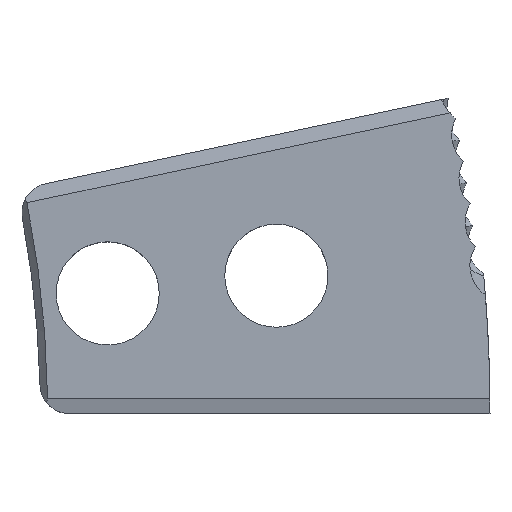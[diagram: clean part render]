
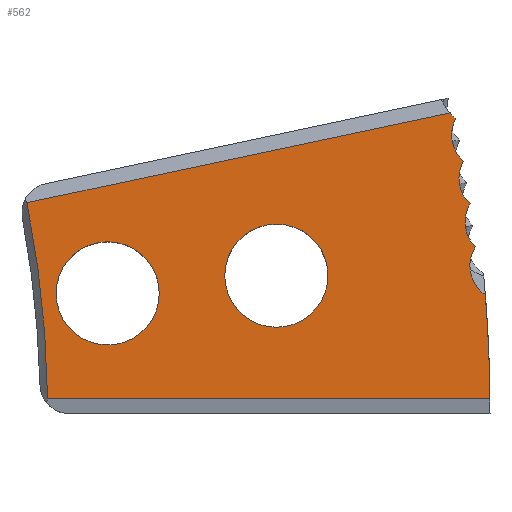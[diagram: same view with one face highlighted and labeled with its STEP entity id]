
A CAD part, top view. The second image highlights one B-rep face of the part: STEP entity #562.
In plain terms, the highlighted planar face has unit normal (0, 0, 1).
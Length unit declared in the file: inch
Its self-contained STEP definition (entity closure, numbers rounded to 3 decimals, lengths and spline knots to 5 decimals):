
#1 = CARTESIAN_POINT ( 'NONE',  ( 0., 0., 0. ) ) ;
#4 = DIRECTION ( 'NONE',  ( 0., 0., 1. ) ) ;
#22 = VERTEX_POINT ( 'NONE', #494 ) ;
#39 = CIRCLE ( 'NONE', #939, 0.14881 ) ;
#44 = ORIENTED_EDGE ( 'NONE', *, *, #1110, .F. ) ;
#45 = ORIENTED_EDGE ( 'NONE', *, *, #1067, .T. ) ;
#62 = EDGE_LOOP ( 'NONE', ( #263, #220 ) ) ;
#68 = DIRECTION ( 'NONE',  ( 1., 0., 0. ) ) ;
#73 = VECTOR ( 'NONE', #705, 39.37008 ) ;
#80 = AXIS2_PLACEMENT_3D ( 'NONE', #589, #165, #281 ) ;
#86 = CARTESIAN_POINT ( 'NONE',  ( 6.40696, 0.70674, 0. ) ) ;
#90 = CARTESIAN_POINT ( 'NONE',  ( 4.84829, 0.50958, 0. ) ) ;
#100 = CIRCLE ( 'NONE', #379, 0.14881 ) ;
#101 = LINE ( 'NONE', #427, #73 ) ;
#126 = EDGE_CURVE ( 'NONE', #367, #753, #270, .T. ) ;
#128 = DIRECTION ( 'NONE',  ( 1., 0., 0. ) ) ;
#132 = ORIENTED_EDGE ( 'NONE', *, *, #1035, .F. ) ;
#160 = EDGE_CURVE ( 'NONE', #1055, #326, #688, .T. ) ;
#165 = DIRECTION ( 'NONE',  ( 0., 0., 1. ) ) ;
#169 = CARTESIAN_POINT ( 'NONE',  ( 6.4494, 0.50314, 0. ) ) ;
#170 = AXIS2_PLACEMENT_3D ( 'NONE', #230, #628, #128 ) ;
#192 = EDGE_CURVE ( 'NONE', #222, #22, #333, .T. ) ;
#199 = AXIS2_PLACEMENT_3D ( 'NONE', #818, #920, #1115 ) ;
#202 = CARTESIAN_POINT ( 'NONE',  ( 0., 0., 0. ) ) ;
#210 = FACE_BOUND ( 'NONE', #1243, .T. ) ;
#220 = ORIENTED_EDGE ( 'NONE', *, *, #850, .F. ) ;
#221 = AXIS2_PLACEMENT_3D ( 'NONE', #715, #507, #898 ) ;
#222 = VERTEX_POINT ( 'NONE', #407 ) ;
#223 = DIRECTION ( 'NONE',  ( 1., 0., 0. ) ) ;
#230 = CARTESIAN_POINT ( 'NONE',  ( 6.48618, 0.99714, 0. ) ) ;
#236 = EDGE_CURVE ( 'NONE', #326, #1108, #100, .T. ) ;
#243 = AXIS2_PLACEMENT_3D ( 'NONE', #414, #313, #895 ) ;
#263 = ORIENTED_EDGE ( 'NONE', *, *, #192, .F. ) ;
#270 = CIRCLE ( 'NONE', #981, 4.594 ) ;
#281 = DIRECTION ( 'NONE',  ( 1., 0., 0. ) ) ;
#313 = DIRECTION ( 'NONE',  ( 0., 0., 1. ) ) ;
#319 = CARTESIAN_POINT ( 'NONE',  ( 6.3564, 1.06996, 0. ) ) ;
#326 = VERTEX_POINT ( 'NONE', #932 ) ;
#333 = CIRCLE ( 'NONE', #561, 0.21875 ) ;
#336 = ORIENTED_EDGE ( 'NONE', *, *, #453, .T. ) ;
#347 = CIRCLE ( 'NONE', #243, 0.21875 ) ;
#354 = EDGE_CURVE ( 'NONE', #1024, #441, #39, .T. ) ;
#367 = VERTEX_POINT ( 'NONE', #1163 ) ;
#379 = AXIS2_PLACEMENT_3D ( 'NONE', #1100, #1096, #817 ) ;
#391 = DIRECTION ( 'NONE',  ( 1., 0., 0. ) ) ;
#394 = CIRCLE ( 'NONE', #221, 0.14881 ) ;
#407 = CARTESIAN_POINT ( 'NONE',  ( 5.06704, 0.50958, 0. ) ) ;
#414 = CARTESIAN_POINT ( 'NONE',  ( 5.56336, 0.58473, 0. ) ) ;
#427 = CARTESIAN_POINT ( 'NONE',  ( 4.47628, 0.88757, 0. ) ) ;
#441 = VERTEX_POINT ( 'NONE', #86 ) ;
#453 = EDGE_CURVE ( 'NONE', #831, #780, #645, .T. ) ;
#482 = DIRECTION ( 'NONE',  ( 1., 0., 0. ) ) ;
#492 = CIRCLE ( 'NONE', #170, 0.14881 ) ;
#494 = CARTESIAN_POINT ( 'NONE',  ( 4.62954, 0.50958, 0. ) ) ;
#499 = CIRCLE ( 'NONE', #683, 0.21875 ) ;
#506 = VERTEX_POINT ( 'NONE', #1089 ) ;
#507 = DIRECTION ( 'NONE',  ( 0., 0., 1. ) ) ;
#519 = CARTESIAN_POINT ( 'NONE',  ( 6.29987, 1.27518, 0. ) ) ;
#524 = CARTESIAN_POINT ( 'NONE',  ( 5.34461, 0.58473, 0. ) ) ;
#549 = ORIENTED_EDGE ( 'NONE', *, *, #762, .T. ) ;
#561 = AXIS2_PLACEMENT_3D ( 'NONE', #693, #1166, #829 ) ;
#562 = ADVANCED_FACE ( 'NONE', ( #210, #711, #1112 ), #615, .T. ) ;
#589 = CARTESIAN_POINT ( 'NONE',  ( 0., 0., 0. ) ) ;
#590 = DIRECTION ( 'NONE',  ( 0., 0., -1. ) ) ;
#598 = VECTOR ( 'NONE', #391, 39.37008 ) ;
#599 = ORIENTED_EDGE ( 'NONE', *, *, #160, .F. ) ;
#615 = PLANE ( 'NONE',  #1094 ) ;
#628 = DIRECTION ( 'NONE',  ( 0., 0., 1. ) ) ;
#638 = CIRCLE ( 'NONE', #199, 0.21875 ) ;
#645 = CIRCLE ( 'NONE', #80, 6.469 ) ;
#670 = CARTESIAN_POINT ( 'NONE',  ( 0., 0.0625, 0. ) ) ;
#674 = EDGE_CURVE ( 'NONE', #1108, #1024, #492, .T. ) ;
#683 = AXIS2_PLACEMENT_3D ( 'NONE', #90, #794, #890 ) ;
#688 = CIRCLE ( 'NONE', #958, 0.14881 ) ;
#693 = CARTESIAN_POINT ( 'NONE',  ( 4.84829, 0.50958, 0. ) ) ;
#705 = DIRECTION ( 'NONE',  ( -0.978, -0.208, 0. ) ) ;
#711 = FACE_BOUND ( 'NONE', #62, .T. ) ;
#715 = CARTESIAN_POINT ( 'NONE',  ( 6.53239, 0.62666, 0. ) ) ;
#736 = ORIENTED_EDGE ( 'NONE', *, *, #354, .F. ) ;
#753 = VERTEX_POINT ( 'NONE', #1264 ) ;
#762 = EDGE_CURVE ( 'NONE', #753, #831, #1271, .T. ) ;
#765 = CARTESIAN_POINT ( 'NONE',  ( 6.38426, 0.88871, 0. ) ) ;
#780 = VERTEX_POINT ( 'NONE', #169 ) ;
#794 = DIRECTION ( 'NONE',  ( 0., 0., 1. ) ) ;
#817 = DIRECTION ( 'NONE',  ( 1., 0., 0. ) ) ;
#818 = CARTESIAN_POINT ( 'NONE',  ( 5.56336, 0.58473, 0. ) ) ;
#829 = DIRECTION ( 'NONE',  ( 1., 0., 0. ) ) ;
#831 = VERTEX_POINT ( 'NONE', #1284 ) ;
#850 = EDGE_CURVE ( 'NONE', #22, #222, #499, .T. ) ;
#854 = CARTESIAN_POINT ( 'NONE',  ( 6.51192, 0.81223, 0. ) ) ;
#883 = EDGE_CURVE ( 'NONE', #441, #780, #394, .T. ) ;
#890 = DIRECTION ( 'NONE',  ( 1., 0., 0. ) ) ;
#895 = DIRECTION ( 'NONE',  ( 1., 0., 0. ) ) ;
#898 = DIRECTION ( 'NONE',  ( 1., 0., 0. ) ) ;
#920 = DIRECTION ( 'NONE',  ( 0., 0., 1. ) ) ;
#932 = CARTESIAN_POINT ( 'NONE',  ( 6.32339, 1.25034, 0. ) ) ;
#939 = AXIS2_PLACEMENT_3D ( 'NONE', #854, #1241, #1247 ) ;
#958 = AXIS2_PLACEMENT_3D ( 'NONE', #1280, #1071, #68 ) ;
#981 = AXIS2_PLACEMENT_3D ( 'NONE', #1, #590, #482 ) ;
#1024 = VERTEX_POINT ( 'NONE', #765 ) ;
#1028 = VERTEX_POINT ( 'NONE', #524 ) ;
#1035 = EDGE_CURVE ( 'NONE', #1028, #506, #638, .T. ) ;
#1055 = VERTEX_POINT ( 'NONE', #519 ) ;
#1062 = EDGE_LOOP ( 'NONE', ( #45, #1152, #549, #336, #1140, #736, #1081, #1270, #599 ) ) ;
#1067 = EDGE_CURVE ( 'NONE', #1055, #367, #101, .T. ) ;
#1071 = DIRECTION ( 'NONE',  ( 0., 0., 1. ) ) ;
#1081 = ORIENTED_EDGE ( 'NONE', *, *, #674, .F. ) ;
#1089 = CARTESIAN_POINT ( 'NONE',  ( 5.78211, 0.58473, 0. ) ) ;
#1094 = AXIS2_PLACEMENT_3D ( 'NONE', #202, #4, #223 ) ;
#1096 = DIRECTION ( 'NONE',  ( 0., 0., 1. ) ) ;
#1100 = CARTESIAN_POINT ( 'NONE',  ( 6.45519, 1.18125, 0. ) ) ;
#1108 = VERTEX_POINT ( 'NONE', #319 ) ;
#1110 = EDGE_CURVE ( 'NONE', #506, #1028, #347, .T. ) ;
#1112 = FACE_OUTER_BOUND ( 'NONE', #1062, .T. ) ;
#1115 = DIRECTION ( 'NONE',  ( 1., 0., 0. ) ) ;
#1140 = ORIENTED_EDGE ( 'NONE', *, *, #883, .F. ) ;
#1152 = ORIENTED_EDGE ( 'NONE', *, *, #126, .T. ) ;
#1163 = CARTESIAN_POINT ( 'NONE',  ( 4.50619, 0.89392, 0. ) ) ;
#1166 = DIRECTION ( 'NONE',  ( 0., 0., 1. ) ) ;
#1241 = DIRECTION ( 'NONE',  ( 0., 0., 1. ) ) ;
#1243 = EDGE_LOOP ( 'NONE', ( #44, #132 ) ) ;
#1247 = DIRECTION ( 'NONE',  ( 1., 0., 0. ) ) ;
#1264 = CARTESIAN_POINT ( 'NONE',  ( 4.59357, 0.0625, 0. ) ) ;
#1270 = ORIENTED_EDGE ( 'NONE', *, *, #236, .F. ) ;
#1271 = LINE ( 'NONE', #670, #598 ) ;
#1280 = CARTESIAN_POINT ( 'NONE',  ( 6.41897, 1.36439, 0. ) ) ;
#1284 = CARTESIAN_POINT ( 'NONE',  ( 6.4687, 0.0625, 0. ) ) ;
